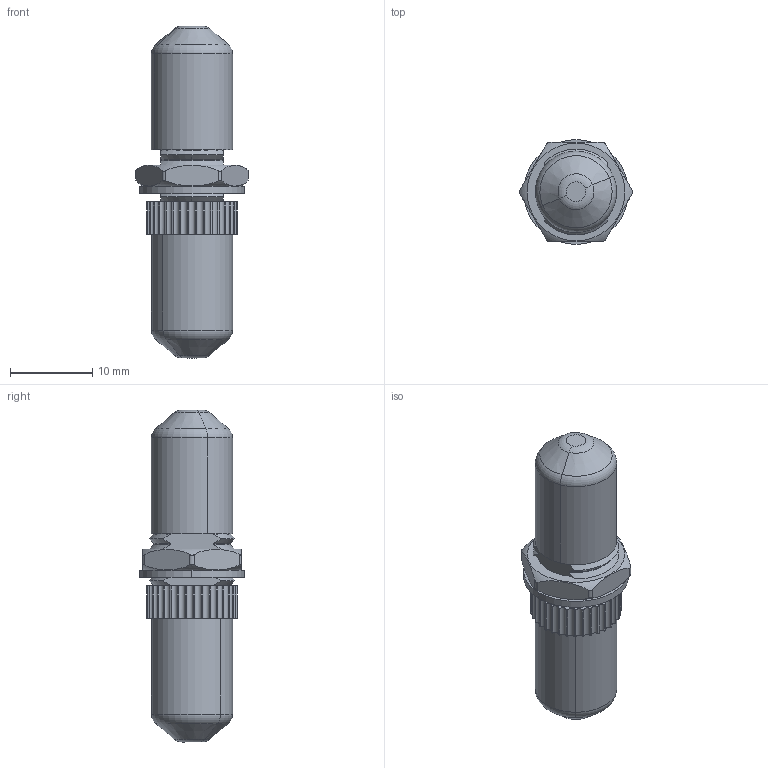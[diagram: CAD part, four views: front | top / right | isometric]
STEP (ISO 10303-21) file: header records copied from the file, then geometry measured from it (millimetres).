
FILE_DESCRIPTION (( 'STEP AP214' ), '1' );
FILE_NAME ('FOA-001A_3D.step', '2025-06-04T15:05:01', ( '' ), ( '' ), 'SwSTEP 2.0', 'SolidWorks 2022', '' );
FILE_SCHEMA (( 'AUTOMOTIVE_DESIGN' ));
Length unit declared in the file: inch
Products named in the file (7): FOA-001A; FOA-001_SLEEVE; 3AA03-001; FOA-001A_3D; 3AA02-001; FOA-001_BUSH; 3AB09-001
Assembly tree (7 placements, depth 2):
  FOA-001A_3D
    FOA-001A
    3AA03-001
    3AA02-001
    3AB09-001  x2
    FOA-001_BUSH
    FOA-001_SLEEVE
Bounding box: 13.7 x 12.7 x 40.26 mm (x, y, z)
Volume: 1932.3 mm3; surface area: 3752.9 mm2
Topology: 7 solids, 7 shells, 340 faces, 932 edges, 610 vertices
Faces by surface type: cylinder 182, plane 98, cone 40, torus 20
Entity records: 11238 total; most frequent: CARTESIAN_POINT 2317, DIRECTION 1918, ORIENTED_EDGE 1808, EDGE_CURVE 904, AXIS2_PLACEMENT_3D 763, VERTEX_POINT 594, CIRCLE 428, LINE 392
